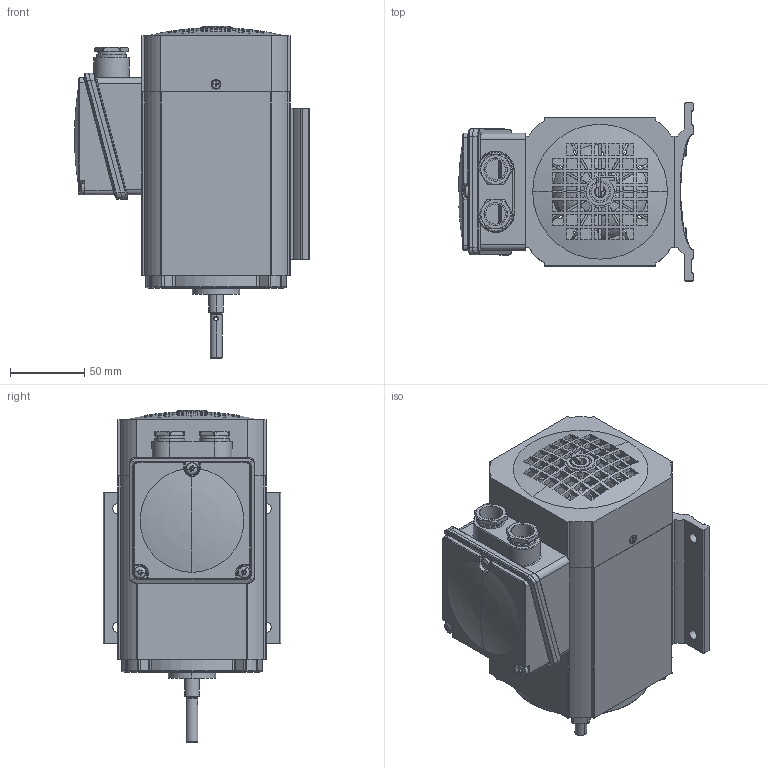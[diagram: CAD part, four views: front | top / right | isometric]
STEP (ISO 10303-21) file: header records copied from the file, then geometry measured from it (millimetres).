
FILE_DESCRIPTION (( 'STEP AP214' ), '1' );
FILE_NAME ('Motor IGL90-60 AK2,mit Fuss,für VE31-Z5,.STEP', '2015-03-20T06:06:22', ( '' ), ( '' ), 'SwSTEP 2.0', 'SolidWorks 2014', '' );
FILE_SCHEMA (( 'AUTOMOTIVE_DESIGN' ));
Length unit declared in the file: millimetre
Products named in the file (1): Motor IGL90-60 AK2,mit Fuss,f黵 VE31-Z5,
Bounding box: 158.5 x 120 x 224 mm (x, y, z)
Surface area: 214938.4 mm2 (no closed solid volume)
Topology: 0 solids, 39 shells, 1104 faces, 3529 edges, 2386 vertices
Faces by surface type: plane 549, cylinder 363, torus 73, cone 54, bspline 38, sphere 27
Entity records: 54434 total; most frequent: CARTESIAN_POINT 11485, DIRECTION 6824, ORIENTED_EDGE 5733, EDGE_CURVE 3521, AXIS2_PLACEMENT_3D 2613, VERTEX_POINT 2386, LINE 1598, VECTOR 1598
